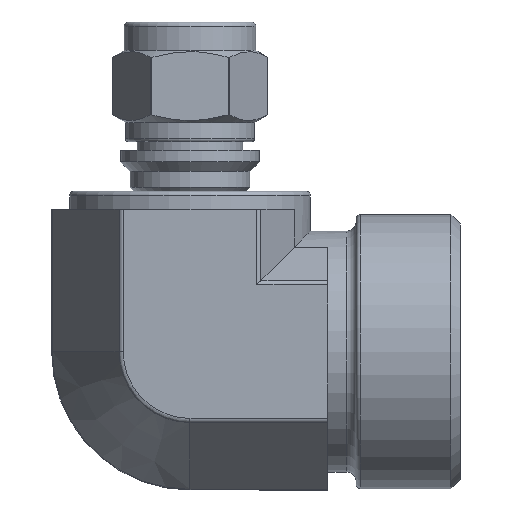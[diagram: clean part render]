
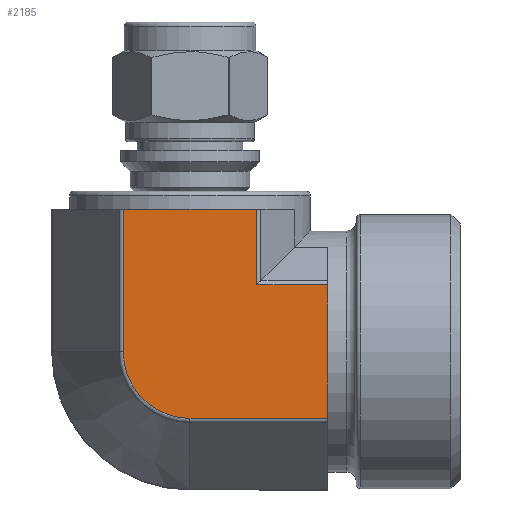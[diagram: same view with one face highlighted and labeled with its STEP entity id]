
A CAD part, left-side view. The second image highlights one B-rep face of the part: STEP entity #2185.
In plain terms, the highlighted planar face has unit normal (-1, 0, 0).
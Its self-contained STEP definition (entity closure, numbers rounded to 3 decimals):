
#176=CIRCLE('',#2318,7.044);
#442=FACE_OUTER_BOUND('',#597,.T.);
#597=EDGE_LOOP('',(#1983,#1984,#1985,#1986,#1987,#1988,#1989,#1990,#1991));
#631=LINE('',#3513,#759);
#634=LINE('',#3522,#762);
#639=LINE('',#3532,#767);
#648=LINE('',#3562,#776);
#649=LINE('',#3573,#777);
#652=LINE('',#3579,#780);
#714=LINE('',#3923,#842);
#715=LINE('',#3925,#843);
#759=VECTOR('',#2740,10.);
#762=VECTOR('',#2749,10.);
#767=VECTOR('',#2760,10.);
#776=VECTOR('',#2791,10.);
#777=VECTOR('',#2804,10.);
#780=VECTOR('',#2811,10.);
#842=VECTOR('',#3205,10.);
#843=VECTOR('',#3208,10.);
#929=VERTEX_POINT('',#3505);
#931=VERTEX_POINT('',#3510);
#932=VERTEX_POINT('',#3512);
#934=VERTEX_POINT('',#3518);
#937=VERTEX_POINT('',#3531);
#944=VERTEX_POINT('',#3555);
#947=VERTEX_POINT('',#3560);
#949=VERTEX_POINT('',#3565);
#951=VERTEX_POINT('',#3571);
#1148=EDGE_CURVE('',#931,#932,#631,.T.);
#1153=EDGE_CURVE('',#932,#934,#634,.T.);
#1158=EDGE_CURVE('',#937,#934,#639,.T.);
#1173=EDGE_CURVE('',#947,#944,#648,.T.);
#1175=EDGE_CURVE('',#949,#947,#176,.T.);
#1178=EDGE_CURVE('',#951,#949,#649,.T.);
#1182=EDGE_CURVE('',#951,#937,#652,.T.);
#1340=EDGE_CURVE('',#931,#929,#714,.T.);
#1341=EDGE_CURVE('',#929,#944,#715,.T.);
#1983=ORIENTED_EDGE('',*,*,#1148,.F.);
#1984=ORIENTED_EDGE('',*,*,#1340,.T.);
#1985=ORIENTED_EDGE('',*,*,#1341,.T.);
#1986=ORIENTED_EDGE('',*,*,#1173,.F.);
#1987=ORIENTED_EDGE('',*,*,#1175,.F.);
#1988=ORIENTED_EDGE('',*,*,#1178,.F.);
#1989=ORIENTED_EDGE('',*,*,#1182,.T.);
#1990=ORIENTED_EDGE('',*,*,#1158,.T.);
#1991=ORIENTED_EDGE('',*,*,#1153,.F.);
#2042=PLANE('',#2522);
#2185=ADVANCED_FACE('',(#442),#2042,.T.);
#2318=AXIS2_PLACEMENT_3D('',#3567,#2796,#2797);
#2522=AXIS2_PLACEMENT_3D('',#3980,#3282,#3283);
#2740=DIRECTION('',(0.,0.,-1.));
#2749=DIRECTION('',(0.,-1.,0.));
#2760=DIRECTION('',(0.,0.,1.));
#2791=DIRECTION('',(0.,0.,1.));
#2796=DIRECTION('center_axis',(1.,0.,0.));
#2797=DIRECTION('ref_axis',(0.,0.707,-0.707));
#2804=DIRECTION('',(0.,1.,0.));
#2811=DIRECTION('',(0.,0.,1.));
#3205=DIRECTION('',(0.,1.,0.));
#3208=DIRECTION('',(0.,1.,0.));
#3282=DIRECTION('center_axis',(-1.,0.,0.));
#3283=DIRECTION('ref_axis',(0.,0.,1.));
#3505=CARTESIAN_POINT('',(-12.7,0.,15.));
#3510=CARTESIAN_POINT('',(-12.7,-7.044,15.));
#3512=CARTESIAN_POINT('',(-12.7,-7.044,7.044));
#3513=CARTESIAN_POINT('',(-12.7,-7.044,0.));
#3518=CARTESIAN_POINT('',(-12.7,-14.5,7.044));
#3522=CARTESIAN_POINT('',(-12.7,-3.666,7.044));
#3531=CARTESIAN_POINT('',(-12.7,-14.5,0.));
#3532=CARTESIAN_POINT('',(-12.7,-14.5,-7.332));
#3555=CARTESIAN_POINT('',(-12.7,7.044,15.));
#3560=CARTESIAN_POINT('',(-12.7,7.044,0.));
#3562=CARTESIAN_POINT('',(-12.7,7.044,0.));
#3565=CARTESIAN_POINT('',(-12.7,0.,-7.044));
#3567=CARTESIAN_POINT('Origin',(-12.7,0.,0.));
#3571=CARTESIAN_POINT('',(-12.7,-14.5,-7.044));
#3573=CARTESIAN_POINT('',(-12.7,-3.666,-7.044));
#3579=CARTESIAN_POINT('',(-12.7,-14.5,-7.332));
#3923=CARTESIAN_POINT('',(-12.7,-7.332,15.));
#3925=CARTESIAN_POINT('',(-12.7,-7.332,15.));
#3980=CARTESIAN_POINT('Origin',(-12.7,-7.332,0.));
